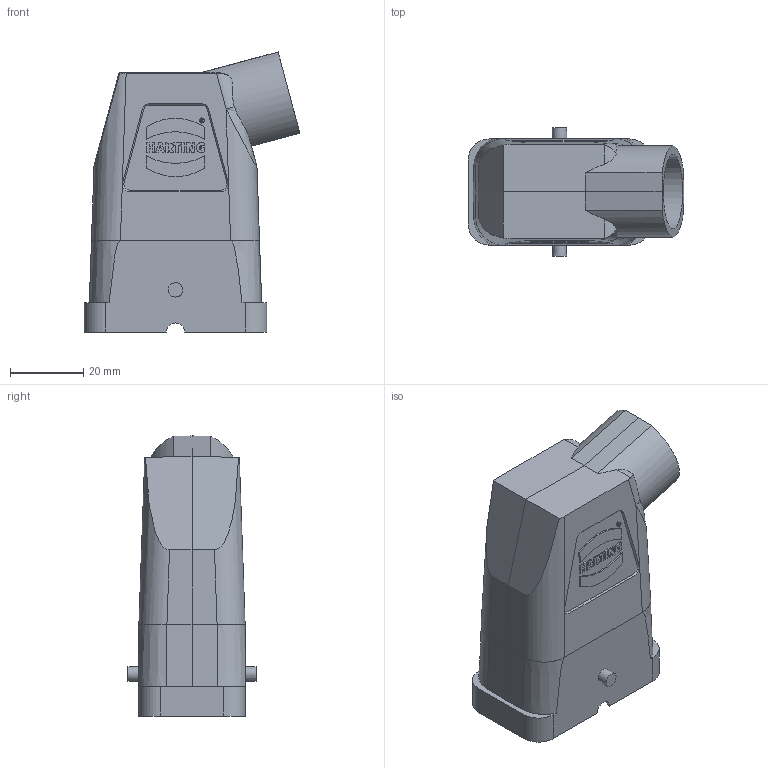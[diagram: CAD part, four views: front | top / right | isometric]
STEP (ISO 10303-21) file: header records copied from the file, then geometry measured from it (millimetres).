
FILE_DESCRIPTION(/* description */ (''),/* implementation_level */ '2;1');
FILE_NAME(/* name */ '100205880ugm000_b.stp',/* time_stamp */ '2019-10-28T14:22:12+01:00',/* author */ (''),/* organization */ (''),/* preprocessor_version */ 'ST-DEVELOPER v16.7',/* originating_system */ 'SIEMENS PLM Software NX 12.0',/* authorisation */ '');
FILE_SCHEMA (('AUTOMOTIVE_DESIGN { 1 0 10303 214 3 1 1 1 }'));
Length unit declared in the file: millimetre
Products named in the file (1): 100205880ugm000_b
Bounding box: 58.93 x 35 x 76.51 mm (x, y, z)
Volume: 30635 mm3; surface area: 24452.5 mm2
Topology: 1 solids, 1 shells, 405 faces, 1058 edges, 690 vertices
Faces by surface type: plane 268, cylinder 87, bspline 38, cone 12
Full cylindrical faces by diameter (mm): 1.205 x1, 1.577 x1, 2.5 x2, 3.95 x2, 4.125 x1, 4.425 x1, 4.5 x2, 5 x3, 5.5 x2, 8.5 x1, 18 x1, 20.4 x1
Entity records: 16701 total; most frequent: CARTESIAN_POINT 4139, ORIENTED_EDGE 2056, DIRECTION 1879, EDGE_CURVE 1028, LINE 705, VECTOR 705, VERTEX_POINT 679, AXIS2_PLACEMENT_3D 587
